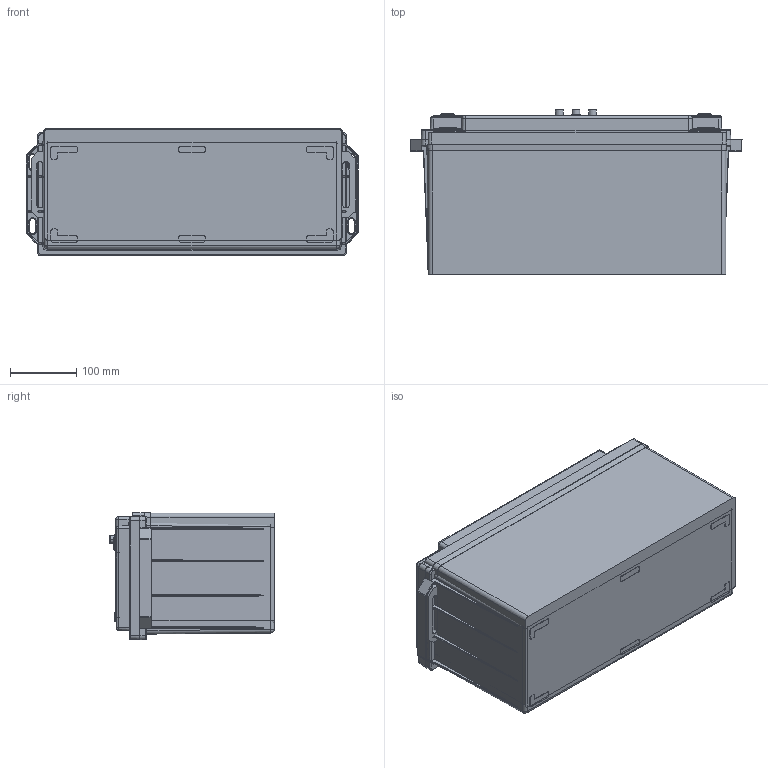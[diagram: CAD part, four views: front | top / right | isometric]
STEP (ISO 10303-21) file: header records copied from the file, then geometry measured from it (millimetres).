
FILE_DESCRIPTION (( 'STEP AP214' ), '1' );
FILE_NAME ('230S4 case.STEP', '2024-06-04T15:34:05', ( '' ), ( '' ), 'SwSTEP 2.0', 'SolidWorks 2023', '' );
FILE_SCHEMA (( 'AUTOMOTIVE_DESIGN' ));
Length unit declared in the file: millimetre
Products named in the file (33): PRT0002_1_1_1_2_3_1_1; 12V230AH__ASM_1_ASM_1_ASM_-27_1_ASM; 12V150AH000_ASM_1_ASM_1_ASM_1_ASM; ASM0009_ASM_1_1_ASM_1_1_A-509_1_ASM; ASM0001_ASM_8_ASM_26_ASM_1_ASM__ASM; A0010---128V230A-0526_ASM_1_1_1_ASM; ASM0083_ASM_1_ASM_1_1_2_ASM_1_1_ASM; K12_1_2_1_1_1_2_1_1; 230S4-A0010-12V230_ASM_ASM_1_AS_ASM; 230S4-A0010-12V230_0221_ASM_ASM_ASM; K12_ASM_1_ASM_1_1_ASM_1_ASM_1_ASM; 4S1P-12V230A--------------032_1_ASM; A0010-0602_ASM_1_ASM_1_ASM_1_AS_ASM; A0010-1226_ASM_ASM_2_ASM_1_ASM__ASM; DJK01_2_1_1_1_1_1; 6FM70K_1_142_1_1_1; 12V150AH-JGAI__1_1_1_1_1_1_1__1; K12_1_1_1_1_1_2_1_1; ASM0107_ASM_1_ASM_1_ASM_1_ASM_1_ASM; 230S4 case; 4S1P-128V230A-0312_ASM_1_-509_1_ASM; K12_1_ASM_1_ASM_1_1_ASM_1_ASM_1_ASM; 12V150AH-JK__1_1_1_1_1_1_1_1__1; 4S1P-128V230A--------------03_1_ASM; 6FM70-4L_35_113_1_1_1; PRT0004_1_1_2_3_1_1; 12V-230AH_ASM_1_ASM_1_ASM-307_1_ASM; SSHAIZ_2_4_1_1_1; ASM0010_ASM_1_1_2_ASM_1_ASM_1_1_ASM; ZH01_1_6_1_1_1; 230S4-A0010-12V230_0226_ASM_ASM_ASM; ASM0026_ASM_1_ASM_1_ASM_1_ASM_1_ASM; 4S1P-128V230A--------------03_2_ASM
Assembly tree (42 placements, depth 19):
  230S4 case
    230S4-A0010-12V230_0226_ASM_ASM_ASM
      230S4-A0010-12V230_0221_ASM_ASM_ASM
        230S4-A0010-12V230_ASM_ASM_1_AS_ASM
          A0010-1226_ASM_ASM_2_ASM_1_ASM__ASM
            A0010-0602_ASM_1_ASM_1_ASM_1_AS_ASM
              ASM0107_ASM_1_ASM_1_ASM_1_ASM_1_ASM
                A0010---128V230A-0526_ASM_1_1_1_ASM
                  ASM0083_ASM_1_ASM_1_1_2_ASM_1_1_ASM
            K12_ASM_1_ASM_1_1_ASM_1_ASM_1_ASM
              K12_1_ASM_1_ASM_1_1_ASM_1_ASM_1_ASM
                K12_1_1_1_1_1_2_1_1
                K12_1_2_1_1_1_2_1_1
            PRT0002_1_1_1_2_3_1_1
          12V150AH000_ASM_1_ASM_1_ASM_1_ASM
            ASM0001_ASM_8_ASM_26_ASM_1_ASM__ASM
              6FM70K_1_142_1_1_1
              6FM70-4L_35_113_1_1_1
              SSHAIZ_2_4_1_1_1  x8
              ZH01_1_6_1_1_1  x2
              DJK01_2_1_1_1_1_1  x2
          PRT0004_1_1_2_3_1_1
    PRT0004_1_1_2_3_1_1
Bounding box: 502.09 x 250.3 x 192.91 mm (x, y, z)
Volume: 4077813.3 mm3; surface area: 2051518.2 mm2
Topology: 21 solids, 21 shells, 1902 faces, 4892 edges, 3163 vertices
Faces by surface type: plane 830, cylinder 715, cone 131, bspline 116, torus 106, sphere 4
Entity records: 69926 total; most frequent: CARTESIAN_POINT 29445, ORIENTED_EDGE 8724, DIRECTION 7585, EDGE_CURVE 4362, VERTEX_POINT 2826, AXIS2_PLACEMENT_3D 2723, VECTOR 2139, LINE 2139
